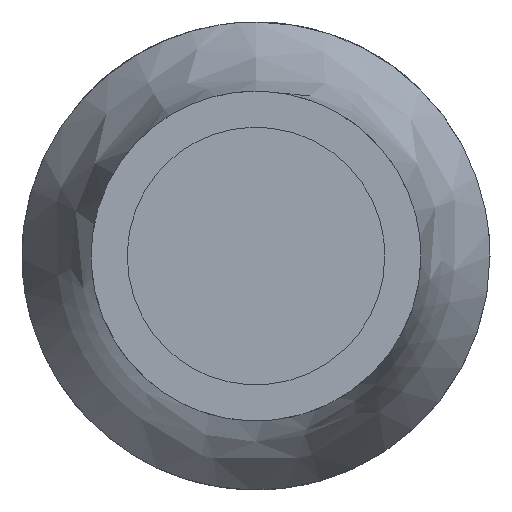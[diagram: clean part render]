
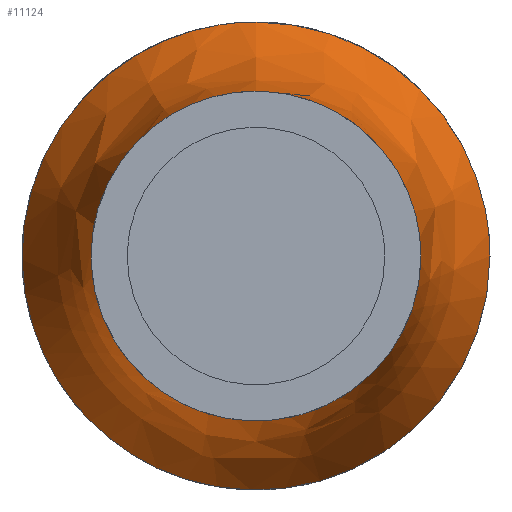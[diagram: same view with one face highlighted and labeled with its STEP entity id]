
A CAD part, left-side view. The second image highlights one B-rep face of the part: STEP entity #11124.
In plain terms, the highlighted free-form (B-spline) face has degree [2, 2] with [9, 3] control points.
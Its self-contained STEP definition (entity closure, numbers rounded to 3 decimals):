
#11105 = EDGE_CURVE('',#11106,#11106,#11108,.T.);
#11106 = VERTEX_POINT('',#11107);
#11107 = CARTESIAN_POINT('',(44.409,0.,
    29.97));
#11108 = ( BOUNDED_CURVE() B_SPLINE_CURVE(2,(#11109,#11110,#11111,#11112
    ,#11113,#11114,#11115),.UNSPECIFIED.,.T.,.F.) 
B_SPLINE_CURVE_WITH_KNOTS((3,2,2,3),(3.142,5.236,
7.33,9.425),.PIECEWISE_BEZIER_KNOTS.) CURVE() 
GEOMETRIC_REPRESENTATION_ITEM() RATIONAL_B_SPLINE_CURVE((1.,0.5,1.,0.5,
1.,0.5,1.)) REPRESENTATION_ITEM('') );
#11109 = CARTESIAN_POINT('',(44.409,0.,
    29.97));
#11110 = CARTESIAN_POINT('',(44.409,-51.91,
    29.97));
#11111 = CARTESIAN_POINT('',(44.409,-25.955,
    -14.985));
#11112 = CARTESIAN_POINT('',(44.409,0.,
    -59.941));
#11113 = CARTESIAN_POINT('',(44.409,25.955,
    -14.985));
#11114 = CARTESIAN_POINT('',(44.409,51.91,
    29.97));
#11115 = CARTESIAN_POINT('',(44.409,0.,
    29.97));
#11124 = ADVANCED_FACE('',(#11125),#11153,.F.);
#11125 = FACE_BOUND('',#11126,.F.);
#11126 = EDGE_LOOP('',(#11127,#11135,#11143,#11151,#11152));
#11127 = ORIENTED_EDGE('',*,*,#11128,.T.);
#11128 = EDGE_CURVE('',#11106,#11129,#11131,.T.);
#11129 = VERTEX_POINT('',#11130);
#11130 = CARTESIAN_POINT('',(86.811,0.,
    42.52));
#11131 = ( BOUNDED_CURVE() B_SPLINE_CURVE(2,(#11132,#11133,#11134),
.UNSPECIFIED.,.F.,.F.) B_SPLINE_CURVE_WITH_KNOTS((3,3),(3.196,
3.663),.PIECEWISE_BEZIER_KNOTS.) CURVE() 
GEOMETRIC_REPRESENTATION_ITEM() RATIONAL_B_SPLINE_CURVE((1.,
0.973,1.)) REPRESENTATION_ITEM('') );
#11132 = CARTESIAN_POINT('',(44.409,0.,
    29.97));
#11133 = CARTESIAN_POINT('',(67.102,0.,
    31.203));
#11134 = CARTESIAN_POINT('',(86.811,0.,
    42.52));
#11135 = ORIENTED_EDGE('',*,*,#11136,.T.);
#11136 = EDGE_CURVE('',#11129,#11137,#11139,.T.);
#11137 = VERTEX_POINT('',#11138);
#11138 = CARTESIAN_POINT('',(86.811,-42.52,
    0.));
#11139 = ( BOUNDED_CURVE() B_SPLINE_CURVE(2,(#11140,#11141,#11142),
.UNSPECIFIED.,.F.,.F.) B_SPLINE_CURVE_WITH_KNOTS((3,3),(3.142,
4.712),.PIECEWISE_BEZIER_KNOTS.) CURVE() 
GEOMETRIC_REPRESENTATION_ITEM() RATIONAL_B_SPLINE_CURVE((1.,
0.707,1.)) REPRESENTATION_ITEM('') );
#11140 = CARTESIAN_POINT('',(86.811,0.,
    42.52));
#11141 = CARTESIAN_POINT('',(86.811,-42.52,
    42.52));
#11142 = CARTESIAN_POINT('',(86.811,-42.52,
    0.));
#11143 = ORIENTED_EDGE('',*,*,#11144,.T.);
#11144 = EDGE_CURVE('',#11137,#11129,#11145,.T.);
#11145 = ( BOUNDED_CURVE() B_SPLINE_CURVE(2,(#11146,#11147,#11148,#11149
,#11150),.UNSPECIFIED.,.F.,.F.) B_SPLINE_CURVE_WITH_KNOTS((3,2,3),(
    4.712,7.069,9.425),
.PIECEWISE_BEZIER_KNOTS.) CURVE() GEOMETRIC_REPRESENTATION_ITEM() 
RATIONAL_B_SPLINE_CURVE((1.,0.383,1.,0.383,1.)) 
REPRESENTATION_ITEM('') );
#11146 = CARTESIAN_POINT('',(86.811,-42.52,
    0.));
#11147 = CARTESIAN_POINT('',(86.811,-42.52,
    -102.651));
#11148 = CARTESIAN_POINT('',(86.811,30.066,
    -30.066));
#11149 = CARTESIAN_POINT('',(86.811,102.651,
    42.52));
#11150 = CARTESIAN_POINT('',(86.811,0.,
    42.52));
#11151 = ORIENTED_EDGE('',*,*,#11128,.F.);
#11152 = ORIENTED_EDGE('',*,*,#11105,.F.);
#11153 = ( BOUNDED_SURFACE() B_SPLINE_SURFACE(2,2,(
    (#11154,#11155,#11156)
    ,(#11157,#11158,#11159)
    ,(#11160,#11161,#11162)
    ,(#11163,#11164,#11165)
    ,(#11166,#11167,#11168)
    ,(#11169,#11170,#11171)
    ,(#11172,#11173,#11174)
    ,(#11175,#11176,#11177)
    ,(#11178,#11179,#11180
)),.UNSPECIFIED.,.T.,.F.,.F.) B_SPLINE_SURFACE_WITH_KNOTS((3,2,2,2,3),(3
    ,3),(3.142,4.189,6.283,8.378,
    9.425),(2.62,3.087),.UNSPECIFIED.) 
GEOMETRIC_REPRESENTATION_ITEM() RATIONAL_B_SPLINE_SURFACE((
    (0.75,0.73,0.75)
    ,(0.75,0.73,0.75)
    ,(1.,0.973,1.)
    ,(0.5,0.486,0.5)
    ,(1.,0.973,1.)
    ,(0.5,0.486,0.5)
    ,(1.,0.973,1.)
    ,(0.75,0.73,0.75)
,(0.75,0.73,0.75))) REPRESENTATION_ITEM('') SURFACE() );
#11154 = CARTESIAN_POINT('',(86.811,0.,
    42.52));
#11155 = CARTESIAN_POINT('',(67.102,0.,31.203));
#11156 = CARTESIAN_POINT('',(44.409,0.,29.97));
#11157 = CARTESIAN_POINT('',(86.811,-24.549,
    42.52));
#11158 = CARTESIAN_POINT('',(67.102,-18.015,
    31.203));
#11159 = CARTESIAN_POINT('',(44.409,-17.303,
    29.97));
#11160 = CARTESIAN_POINT('',(86.811,-36.823,
    21.26));
#11161 = CARTESIAN_POINT('',(67.102,-27.023,
    15.601));
#11162 = CARTESIAN_POINT('',(44.409,-25.955,
    14.985));
#11163 = CARTESIAN_POINT('',(86.811,-73.646,
    -42.52));
#11164 = CARTESIAN_POINT('',(67.102,-54.045,
    -31.203));
#11165 = CARTESIAN_POINT('',(44.409,-51.91,
    -29.97));
#11166 = CARTESIAN_POINT('',(86.811,0.,-42.52));
#11167 = CARTESIAN_POINT('',(67.102,0.,-31.203));
#11168 = CARTESIAN_POINT('',(44.409,0.,-29.97));
#11169 = CARTESIAN_POINT('',(86.811,73.646,
    -42.52));
#11170 = CARTESIAN_POINT('',(67.102,54.045,
    -31.203));
#11171 = CARTESIAN_POINT('',(44.409,51.91,
    -29.97));
#11172 = CARTESIAN_POINT('',(86.811,36.823,
    21.26));
#11173 = CARTESIAN_POINT('',(67.102,27.023,
    15.601));
#11174 = CARTESIAN_POINT('',(44.409,25.955,
    14.985));
#11175 = CARTESIAN_POINT('',(86.811,24.549,
    42.52));
#11176 = CARTESIAN_POINT('',(67.102,18.015,
    31.203));
#11177 = CARTESIAN_POINT('',(44.409,17.303,
    29.97));
#11178 = CARTESIAN_POINT('',(86.811,0.,
    42.52));
#11179 = CARTESIAN_POINT('',(67.102,0.,31.203));
#11180 = CARTESIAN_POINT('',(44.409,0.,29.97));
